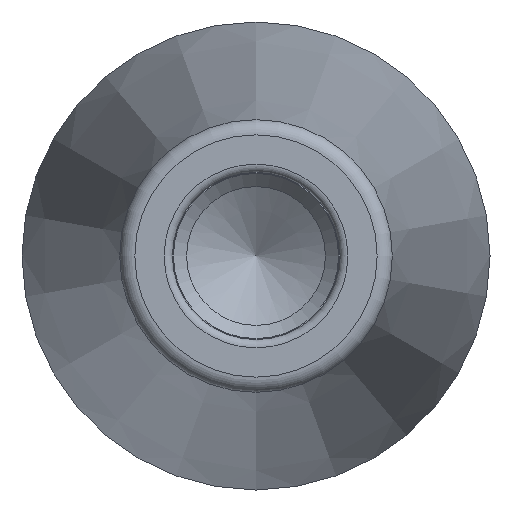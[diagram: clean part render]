
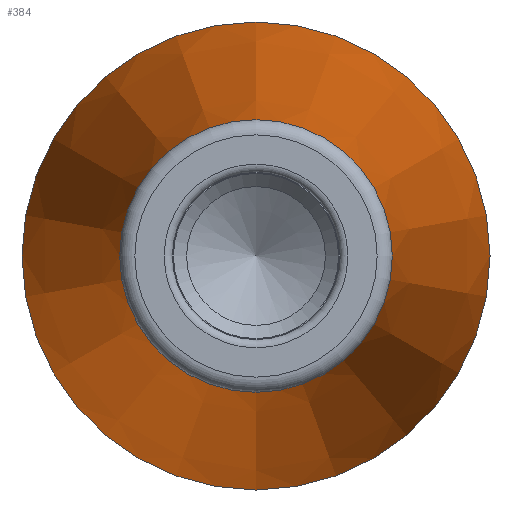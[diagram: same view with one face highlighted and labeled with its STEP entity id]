
A CAD part, left-side view. The second image highlights one B-rep face of the part: STEP entity #384.
In plain terms, the highlighted conical face has half-angle 8.297 degrees and reference radius 20.395 mm.
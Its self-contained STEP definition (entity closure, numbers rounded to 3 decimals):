
#50=ORIENTED_EDGE('',*,*,#83,.F.);
#51=ORIENTED_EDGE('',*,*,#82,.F.);
#82=EDGE_CURVE('',#103,#103,#124,.T.);
#83=EDGE_CURVE('',#104,#104,#125,.T.);
#103=VERTEX_POINT('',#552);
#104=VERTEX_POINT('',#555);
#124=CIRCLE('',#417,20.395);
#125=CIRCLE('',#419,35.);
#152=EDGE_LOOP('',(#50));
#153=EDGE_LOOP('',(#51));
#193=FACE_BOUND('',#152,.T.);
#194=FACE_BOUND('',#153,.T.);
#221=CONICAL_SURFACE('',#418,20.395,0.145);
#384=ADVANCED_FACE('',(#193,#194),#221,.T.);
#417=AXIS2_PLACEMENT_3D('',#551,#475,#476);
#418=AXIS2_PLACEMENT_3D('',#553,#477,#478);
#419=AXIS2_PLACEMENT_3D('',#554,#479,#480);
#475=DIRECTION('',(-1.,0.,0.));
#476=DIRECTION('',(0.,0.,1.));
#477=DIRECTION('',(1.,0.,0.));
#478=DIRECTION('',(0.,0.,-1.));
#479=DIRECTION('',(1.,0.,0.));
#480=DIRECTION('',(0.,0.,-1.));
#551=CARTESIAN_POINT('',(-99.632,0.,0.));
#552=CARTESIAN_POINT('',(-99.632,0.,20.395));
#553=CARTESIAN_POINT('',(-99.632,0.,0.));
#554=CARTESIAN_POINT('',(0.514,0.,0.));
#555=CARTESIAN_POINT('',(0.514,0.,-35.));
